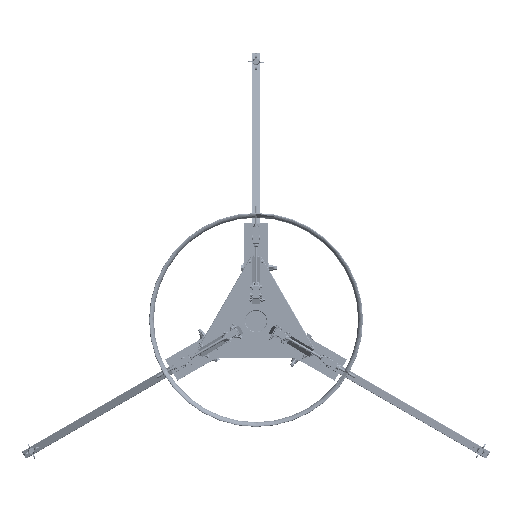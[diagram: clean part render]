
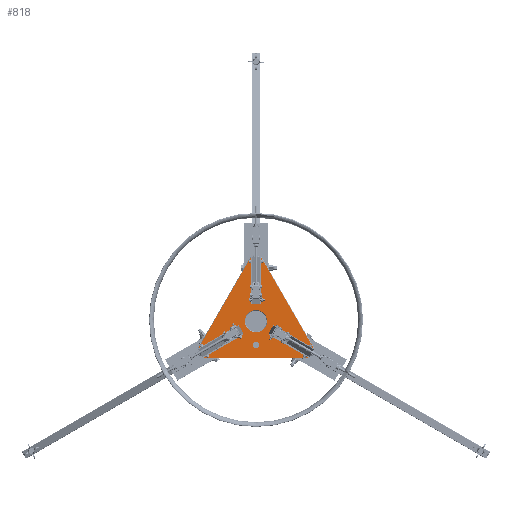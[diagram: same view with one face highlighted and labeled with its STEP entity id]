
A CAD part, top view. The second image highlights one B-rep face of the part: STEP entity #818.
In plain terms, the highlighted planar face has unit normal (0, 0, 1).
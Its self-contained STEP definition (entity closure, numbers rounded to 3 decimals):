
#162=CARTESIAN_POINT('',(7.5,-56.603,9.5));
#163=VERTEX_POINT('',#162);
#164=CARTESIAN_POINT('',(0.0,-56.603,9.5));
#165=DIRECTION('',(0.0,0.0,-1.0));
#166=DIRECTION('',(-1.0,0.0,0.0));
#167=AXIS2_PLACEMENT_3D('',#164,#165,#166);
#168=CIRCLE('',#167,7.5);
#169=EDGE_CURVE('',#163,#163,#168,.T.);
#220=CARTESIAN_POINT('',(67.282,-43.464,9.5));
#221=VERTEX_POINT('',#220);
#222=CARTESIAN_POINT('',(69.282,-40.,9.5));
#223=DIRECTION('',(0.0,0.0,-1.0));
#224=DIRECTION('',(-0.5,-0.866,0.0));
#225=AXIS2_PLACEMENT_3D('',#222,#223,#224);
#226=CIRCLE('',#225,4.);
#227=EDGE_CURVE('',#221,#221,#226,.T.);
#269=CARTESIAN_POINT('',(127.904,-78.464,9.5));
#270=VERTEX_POINT('',#269);
#271=CARTESIAN_POINT('',(129.904,-75.,9.5));
#272=DIRECTION('',(0.0,0.0,-1.0));
#273=DIRECTION('',(-0.5,-0.866,0.0));
#274=AXIS2_PLACEMENT_3D('',#271,#272,#273);
#275=CIRCLE('',#274,4.);
#276=EDGE_CURVE('',#270,#270,#275,.T.);
#318=CARTESIAN_POINT('',(97.593,-60.964,9.5));
#319=VERTEX_POINT('',#318);
#320=CARTESIAN_POINT('',(99.593,-57.5,9.5));
#321=DIRECTION('',(0.0,0.0,-1.0));
#322=DIRECTION('',(-0.5,-0.866,0.0));
#323=AXIS2_PLACEMENT_3D('',#320,#321,#322);
#324=CIRCLE('',#323,4.);
#325=EDGE_CURVE('',#319,#319,#324,.T.);
#367=CARTESIAN_POINT('',(-71.282,-36.536,9.5));
#368=VERTEX_POINT('',#367);
#369=CARTESIAN_POINT('',(-69.282,-40.,9.5));
#370=DIRECTION('',(0.0,0.0,-1.));
#371=DIRECTION('',(-0.5,0.866,0.0));
#372=AXIS2_PLACEMENT_3D('',#369,#370,#371);
#373=CIRCLE('',#372,4.0);
#374=EDGE_CURVE('',#368,#368,#373,.T.);
#416=CARTESIAN_POINT('',(-131.904,-71.536,9.5));
#417=VERTEX_POINT('',#416);
#418=CARTESIAN_POINT('',(-129.904,-75.,9.5));
#419=DIRECTION('',(0.0,0.0,-1.));
#420=DIRECTION('',(-0.5,0.866,0.0));
#421=AXIS2_PLACEMENT_3D('',#418,#419,#420);
#422=CIRCLE('',#421,4.0);
#423=EDGE_CURVE('',#417,#417,#422,.T.);
#465=CARTESIAN_POINT('',(-101.593,-54.036,9.5));
#466=VERTEX_POINT('',#465);
#467=CARTESIAN_POINT('',(-99.593,-57.5,9.5));
#468=DIRECTION('',(0.0,0.0,-1.));
#469=DIRECTION('',(-0.5,0.866,0.0));
#470=AXIS2_PLACEMENT_3D('',#467,#468,#469);
#471=CIRCLE('',#470,4.0);
#472=EDGE_CURVE('',#466,#466,#471,.T.);
#514=CARTESIAN_POINT('',(4.,80.0,9.5));
#515=VERTEX_POINT('',#514);
#516=CARTESIAN_POINT('',(0.,80.0,9.5));
#517=DIRECTION('',(0.0,0.0,-1.0));
#518=DIRECTION('',(1.0,0.0,0.0));
#519=AXIS2_PLACEMENT_3D('',#516,#517,#518);
#520=CIRCLE('',#519,4.0);
#521=EDGE_CURVE('',#515,#515,#520,.T.);
#563=CARTESIAN_POINT('',(4.,115.0,9.5));
#564=VERTEX_POINT('',#563);
#565=CARTESIAN_POINT('',(0.,115.0,9.5));
#566=DIRECTION('',(0.0,0.0,-1.0));
#567=DIRECTION('',(1.0,0.0,0.0));
#568=AXIS2_PLACEMENT_3D('',#565,#566,#567);
#569=CIRCLE('',#568,4.0);
#570=EDGE_CURVE('',#564,#564,#569,.T.);
#612=CARTESIAN_POINT('',(4.,150.0,9.5));
#613=VERTEX_POINT('',#612);
#614=CARTESIAN_POINT('',(0.,150.0,9.5));
#615=DIRECTION('',(0.0,0.0,-1.0));
#616=DIRECTION('',(1.0,0.0,0.0));
#617=AXIS2_PLACEMENT_3D('',#614,#615,#616);
#618=CIRCLE('',#617,4.0);
#619=EDGE_CURVE('',#613,#613,#618,.T.);
#742=CARTESIAN_POINT('',(26.0,0.,9.5));
#743=VERTEX_POINT('',#742);
#744=CARTESIAN_POINT('',(0.0,0.0,9.5));
#745=DIRECTION('',(0.0,0.0,1.0));
#746=DIRECTION('',(-1.0,0.0,0.0));
#747=AXIS2_PLACEMENT_3D('',#744,#745,#746);
#748=CIRCLE('',#747,26.0);
#749=EDGE_CURVE('',#743,#743,#748,.T.);
#754=CARTESIAN_POINT('',(0.,0.,9.5));
#755=DIRECTION('',(0.0,0.0,1.0));
#756=DIRECTION('',(1.0,0.0,0.0));
#757=AXIS2_PLACEMENT_3D('',#754,#755,#756);
#758=PLANE('',#757);
#759=CARTESIAN_POINT('',(-148.268,-85.603,9.5));
#760=VERTEX_POINT('',#759);
#761=CARTESIAN_POINT('',(0.,171.205,9.5));
#762=VERTEX_POINT('',#761);
#763=CARTESIAN_POINT('',(-148.268,-85.603,9.5));
#764=DIRECTION('',(0.5,0.866,0.0));
#765=VECTOR('',#764,296.536);
#766=LINE('',#763,#765);
#767=EDGE_CURVE('',#760,#762,#766,.T.);
#768=ORIENTED_EDGE('',*,*,#767,.F.);
#769=CARTESIAN_POINT('',(148.268,-85.603,9.5));
#770=VERTEX_POINT('',#769);
#771=CARTESIAN_POINT('',(148.268,-85.603,9.5));
#772=DIRECTION('',(-1.0,0.0,0.0));
#773=VECTOR('',#772,296.536);
#774=LINE('',#771,#773);
#775=EDGE_CURVE('',#770,#760,#774,.T.);
#776=ORIENTED_EDGE('',*,*,#775,.F.);
#777=CARTESIAN_POINT('',(0.0,171.205,9.5));
#778=DIRECTION('',(0.5,-0.866,0.0));
#779=VECTOR('',#778,296.536);
#780=LINE('',#777,#779);
#781=EDGE_CURVE('',#762,#770,#780,.T.);
#782=ORIENTED_EDGE('',*,*,#781,.F.);
#783=EDGE_LOOP('',(#768,#776,#782));
#784=FACE_OUTER_BOUND('',#783,.T.);
#785=ORIENTED_EDGE('',*,*,#169,.T.);
#786=EDGE_LOOP('',(#785));
#787=FACE_BOUND('',#786,.T.);
#788=ORIENTED_EDGE('',*,*,#227,.T.);
#789=EDGE_LOOP('',(#788));
#790=FACE_BOUND('',#789,.T.);
#791=ORIENTED_EDGE('',*,*,#276,.T.);
#792=EDGE_LOOP('',(#791));
#793=FACE_BOUND('',#792,.T.);
#794=ORIENTED_EDGE('',*,*,#325,.T.);
#795=EDGE_LOOP('',(#794));
#796=FACE_BOUND('',#795,.T.);
#797=ORIENTED_EDGE('',*,*,#374,.T.);
#798=EDGE_LOOP('',(#797));
#799=FACE_BOUND('',#798,.T.);
#800=ORIENTED_EDGE('',*,*,#423,.T.);
#801=EDGE_LOOP('',(#800));
#802=FACE_BOUND('',#801,.T.);
#803=ORIENTED_EDGE('',*,*,#472,.T.);
#804=EDGE_LOOP('',(#803));
#805=FACE_BOUND('',#804,.T.);
#806=ORIENTED_EDGE('',*,*,#521,.T.);
#807=EDGE_LOOP('',(#806));
#808=FACE_BOUND('',#807,.T.);
#809=ORIENTED_EDGE('',*,*,#570,.T.);
#810=EDGE_LOOP('',(#809));
#811=FACE_BOUND('',#810,.T.);
#812=ORIENTED_EDGE('',*,*,#619,.T.);
#813=EDGE_LOOP('',(#812));
#814=FACE_BOUND('',#813,.T.);
#815=ORIENTED_EDGE('',*,*,#749,.F.);
#816=EDGE_LOOP('',(#815));
#817=FACE_BOUND('',#816,.T.);
#818=ADVANCED_FACE('',(#784,#787,#790,#793,#796,#799,#802,#805,#808,#811,#814,#817),#758,.T.);
